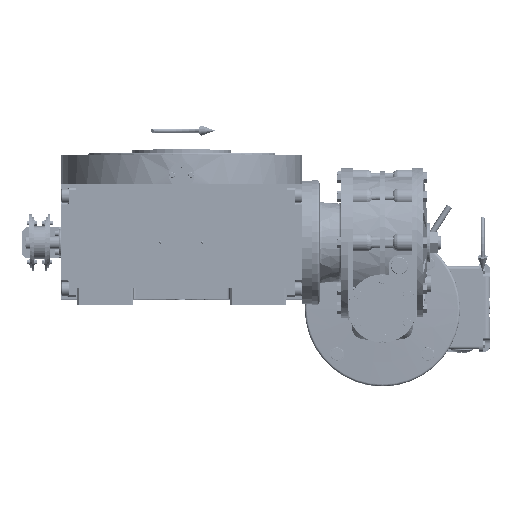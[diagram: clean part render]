
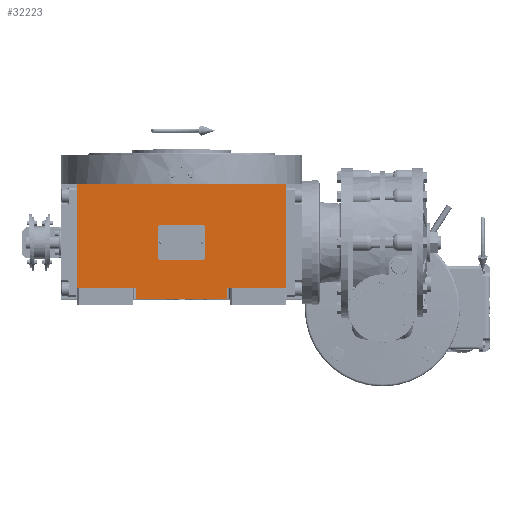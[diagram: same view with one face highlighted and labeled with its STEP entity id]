
A CAD part, top view. The second image highlights one B-rep face of the part: STEP entity #32223.
In plain terms, the highlighted planar face has unit normal (0, 0, 1).
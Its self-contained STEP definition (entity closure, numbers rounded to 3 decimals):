
#229 = VECTOR ( 'NONE', #127252, 1000. ) ;
#1168 = LINE ( 'NONE', #44798, #181976 ) ;
#1387 = CARTESIAN_POINT ( 'NONE',  ( -135., -73., 226. ) ) ;
#3896 = VECTOR ( 'NONE', #40688, 1000. ) ;
#7765 = VERTEX_POINT ( 'NONE', #118859 ) ;
#8792 = ORIENTED_EDGE ( 'NONE', *, *, #32370, .F. ) ;
#10746 = LINE ( 'NONE', #99020, #229 ) ;
#12538 = CARTESIAN_POINT ( 'NONE',  ( -135., 75., 226. ) ) ;
#18527 = CARTESIAN_POINT ( 'NONE',  ( -135., -59., 226. ) ) ;
#20729 = DIRECTION ( 'NONE',  ( 0., 1., 0. ) ) ;
#25647 = VERTEX_POINT ( 'NONE', #136109 ) ;
#25663 = VECTOR ( 'NONE', #183302, 1000. ) ;
#27097 = LINE ( 'NONE', #176550, #3896 ) ;
#28344 = DIRECTION ( 'NONE',  ( 1., 0., 0. ) ) ;
#29166 = VECTOR ( 'NONE', #28344, 1000. ) ;
#30231 = LINE ( 'NONE', #162291, #29166 ) ;
#32223 = ADVANCED_FACE ( 'NONE', ( #135296 ), #43108, .T. ) ;
#32370 = EDGE_CURVE ( 'NONE', #75400, #92764, #168281, .T. ) ;
#36353 = EDGE_CURVE ( 'NONE', #85341, #125449, #27097, .T. ) ;
#40688 = DIRECTION ( 'NONE',  ( 0., 1., 0. ) ) ;
#43108 = PLANE ( 'NONE',  #152012 ) ;
#44483 = VERTEX_POINT ( 'NONE', #186647 ) ;
#44798 = CARTESIAN_POINT ( 'NONE',  ( 135., -59., 226. ) ) ;
#48355 = ORIENTED_EDGE ( 'NONE', *, *, #49553, .T. ) ;
#49553 = EDGE_CURVE ( 'NONE', #85341, #132380, #109510, .T. ) ;
#50505 = CARTESIAN_POINT ( 'NONE',  ( -59., -73., 226. ) ) ;
#57248 = ORIENTED_EDGE ( 'NONE', *, *, #36353, .F. ) ;
#60527 = EDGE_CURVE ( 'NONE', #44483, #132380, #162798, .T. ) ;
#66365 = VECTOR ( 'NONE', #159031, 1000. ) ;
#73189 = ORIENTED_EDGE ( 'NONE', *, *, #141636, .T. ) ;
#75400 = VERTEX_POINT ( 'NONE', #186175 ) ;
#78698 = DIRECTION ( 'NONE',  ( 1., 0., 0. ) ) ;
#81342 = CARTESIAN_POINT ( 'NONE',  ( -59., -73., 226. ) ) ;
#85341 = VERTEX_POINT ( 'NONE', #50505 ) ;
#92764 = VERTEX_POINT ( 'NONE', #12538 ) ;
#94461 = CARTESIAN_POINT ( 'NONE',  ( -135., -59., 226. ) ) ;
#98333 = ORIENTED_EDGE ( 'NONE', *, *, #148159, .T. ) ;
#99020 = CARTESIAN_POINT ( 'NONE',  ( 59., -59., 226. ) ) ;
#109510 = LINE ( 'NONE', #81342, #25663 ) ;
#118859 = CARTESIAN_POINT ( 'NONE',  ( 135., 75., 226. ) ) ;
#119223 = EDGE_CURVE ( 'NONE', #92764, #7765, #30231, .T. ) ;
#121609 = EDGE_LOOP ( 'NONE', ( #48355, #165611, #73189, #98333, #165842, #8792, #168329, #57248 ) ) ;
#121708 = DIRECTION ( 'NONE',  ( 0., 0., 1. ) ) ;
#125449 = VERTEX_POINT ( 'NONE', #142721 ) ;
#127252 = DIRECTION ( 'NONE',  ( 1., 0., 0. ) ) ;
#132380 = VERTEX_POINT ( 'NONE', #176590 ) ;
#135296 = FACE_OUTER_BOUND ( 'NONE', #121609, .T. ) ;
#136109 = CARTESIAN_POINT ( 'NONE',  ( 135., -59., 226. ) ) ;
#139681 = VECTOR ( 'NONE', #20729, 1000. ) ;
#140110 = DIRECTION ( 'NONE',  ( 1., 0., 0. ) ) ;
#141636 = EDGE_CURVE ( 'NONE', #44483, #25647, #10746, .T. ) ;
#142721 = CARTESIAN_POINT ( 'NONE',  ( -59., -59., 226. ) ) ;
#148159 = EDGE_CURVE ( 'NONE', #25647, #7765, #1168, .T. ) ;
#152012 = AXIS2_PLACEMENT_3D ( 'NONE', #1387, #121708, #140110 ) ;
#159031 = DIRECTION ( 'NONE',  ( 0., -1., 0. ) ) ;
#161430 = VECTOR ( 'NONE', #78698, 1000. ) ;
#162291 = CARTESIAN_POINT ( 'NONE',  ( -135., 75., 226. ) ) ;
#162798 = LINE ( 'NONE', #191031, #66365 ) ;
#163214 = DIRECTION ( 'NONE',  ( 0., 1., 0. ) ) ;
#165611 = ORIENTED_EDGE ( 'NONE', *, *, #60527, .F. ) ;
#165842 = ORIENTED_EDGE ( 'NONE', *, *, #119223, .F. ) ;
#168281 = LINE ( 'NONE', #94461, #139681 ) ;
#168329 = ORIENTED_EDGE ( 'NONE', *, *, #170492, .T. ) ;
#170492 = EDGE_CURVE ( 'NONE', #75400, #125449, #178713, .T. ) ;
#176550 = CARTESIAN_POINT ( 'NONE',  ( -59., -73., 226. ) ) ;
#176590 = CARTESIAN_POINT ( 'NONE',  ( 59., -73., 226. ) ) ;
#178713 = LINE ( 'NONE', #18527, #161430 ) ;
#181976 = VECTOR ( 'NONE', #163214, 1000. ) ;
#183302 = DIRECTION ( 'NONE',  ( 1., 0., 0. ) ) ;
#186175 = CARTESIAN_POINT ( 'NONE',  ( -135., -59., 226. ) ) ;
#186647 = CARTESIAN_POINT ( 'NONE',  ( 59., -59., 226. ) ) ;
#191031 = CARTESIAN_POINT ( 'NONE',  ( 59., -59., 226. ) ) ;
